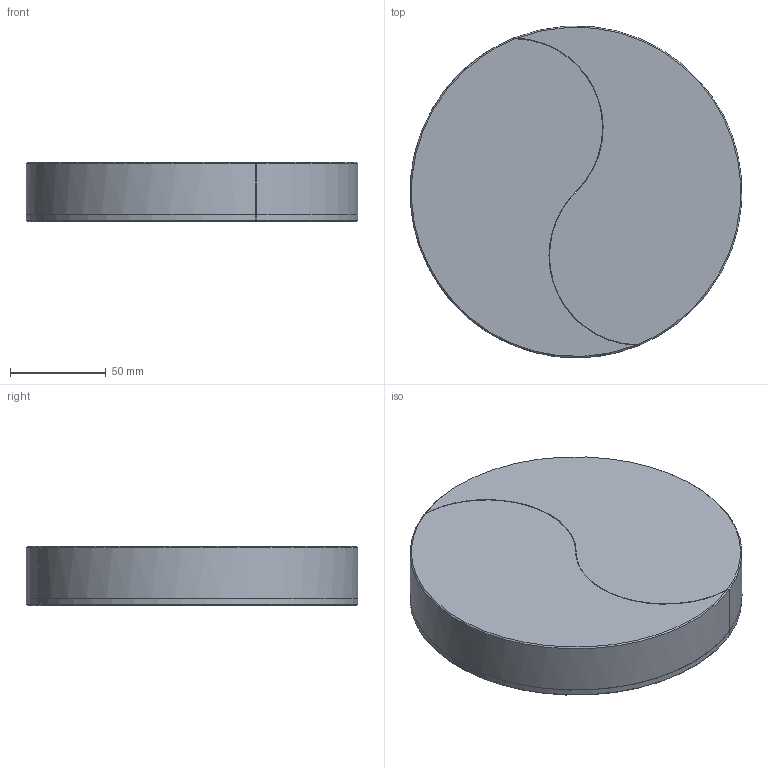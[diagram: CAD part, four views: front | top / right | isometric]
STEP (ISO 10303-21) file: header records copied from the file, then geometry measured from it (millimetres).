
FILE_DESCRIPTION(('FreeCAD Model'),'2;1');
FILE_NAME('Open CASCADE Shape Model','2025-05-04T08:26:34',('FreeCAD'),( 'FreeCAD'),'Open CASCADE STEP processor 7.6','FreeCAD','Unknown');
FILE_SCHEMA(('AUTOMOTIVE_DESIGN { 1 0 10303 214 1 1 1 1 }'));
Length unit declared in the file: millimetre
Products named in the file (1): Open CASCADE STEP translator 7.6 1
Bounding box: 173.54 x 173.62 x 30.9 mm (x, y, z)
Volume: 385808.8 mm3; surface area: 153488.8 mm2
Topology: 6 solids, 6 shells, 132 faces, 277 edges, 174 vertices
Faces by surface type: bspline 132
Entity records: 3689 total; most frequent: CARTESIAN_POINT 2065, ORIENTED_EDGE 554, EDGE_CURVE 277, VERTEX_POINT 174, FACE_BOUND 153, EDGE_LOOP 153, ADVANCED_FACE 132, B_SPLINE_CURVE_WITH_KNOTS 115
